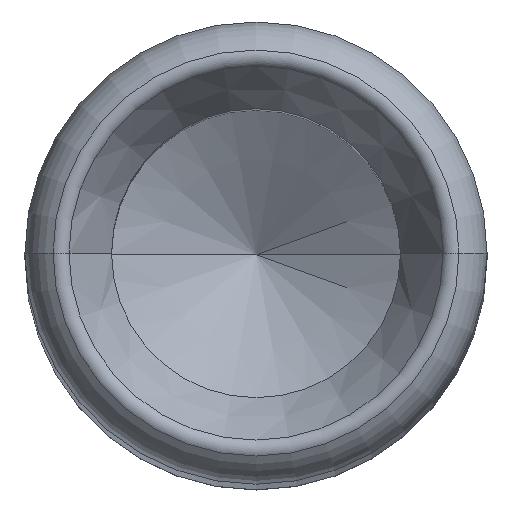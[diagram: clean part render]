
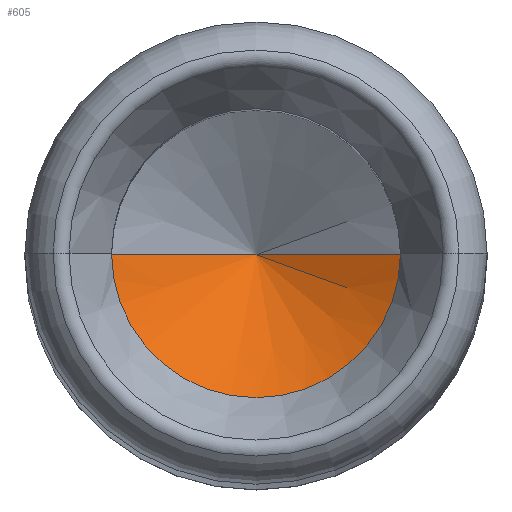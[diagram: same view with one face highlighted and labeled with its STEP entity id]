
A CAD part, top view. The second image highlights one B-rep face of the part: STEP entity #605.
In plain terms, the highlighted conical face has half-angle 59 degrees and reference radius 6.25 mm.
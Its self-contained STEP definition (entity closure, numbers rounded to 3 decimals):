
#18 = AXIS2_PLACEMENT_3D ( 'NONE', #242, #187, #466 ) ;
#62 = ORIENTED_EDGE ( 'NONE', *, *, #383, .T. ) ;
#103 = EDGE_LOOP ( 'NONE', ( #147, #62, #645 ) ) ;
#147 = ORIENTED_EDGE ( 'NONE', *, *, #637, .F. ) ;
#170 = VECTOR ( 'NONE', #387, 1000. ) ;
#173 = VERTEX_POINT ( 'NONE', #530 ) ;
#187 = DIRECTION ( 'NONE',  ( 0., 0., 1. ) ) ;
#242 = CARTESIAN_POINT ( 'NONE',  ( 0., 0., 110. ) ) ;
#246 = CIRCLE ( 'NONE', #502, 6.25 ) ;
#306 = FACE_OUTER_BOUND ( 'NONE', #103, .T. ) ;
#336 = CARTESIAN_POINT ( 'NONE',  ( 6.25, 0., 110. ) ) ;
#342 = VERTEX_POINT ( 'NONE', #336 ) ;
#383 = EDGE_CURVE ( 'NONE', #416, #173, #671, .T. ) ;
#387 = DIRECTION ( 'NONE',  ( -0.857, 0., 0.515 ) ) ;
#402 = CONICAL_SURFACE ( 'NONE', #18, 6.25, 1.03 ) ;
#413 = DIRECTION ( 'NONE',  ( 0.857, 0., 0.515 ) ) ;
#416 = VERTEX_POINT ( 'NONE', #453 ) ;
#453 = CARTESIAN_POINT ( 'NONE',  ( 0., 0., 106.245 ) ) ;
#461 = VECTOR ( 'NONE', #413, 1000. ) ;
#466 = DIRECTION ( 'NONE',  ( 1., 0., 0. ) ) ;
#482 = LINE ( 'NONE', #579, #461 ) ;
#502 = AXIS2_PLACEMENT_3D ( 'NONE', #542, #611, #664 ) ;
#530 = CARTESIAN_POINT ( 'NONE',  ( -6.25, 0., 110. ) ) ;
#542 = CARTESIAN_POINT ( 'NONE',  ( 0., 0., 110. ) ) ;
#579 = CARTESIAN_POINT ( 'NONE',  ( 6.25, 0., 110. ) ) ;
#605 = ADVANCED_FACE ( 'NONE', ( #306 ), #402, .F. ) ;
#611 = DIRECTION ( 'NONE',  ( 0., 0., 1. ) ) ;
#637 = EDGE_CURVE ( 'NONE', #416, #342, #482, .T. ) ;
#645 = ORIENTED_EDGE ( 'NONE', *, *, #678, .T. ) ;
#664 = DIRECTION ( 'NONE',  ( 1., 0., 0. ) ) ;
#671 = LINE ( 'NONE', #723, #170 ) ;
#678 = EDGE_CURVE ( 'NONE', #173, #342, #246, .T. ) ;
#723 = CARTESIAN_POINT ( 'NONE',  ( -6.25, 0., 110. ) ) ;
